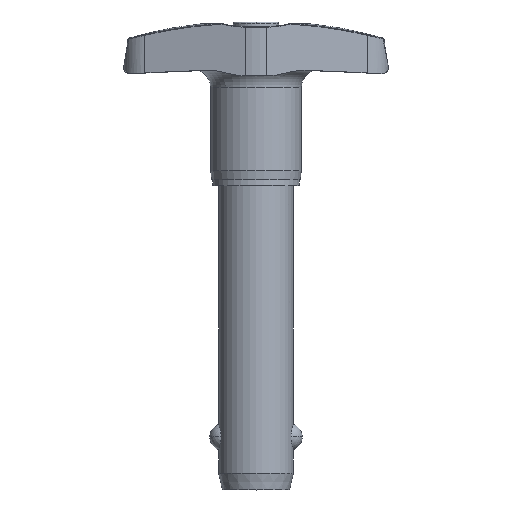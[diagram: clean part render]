
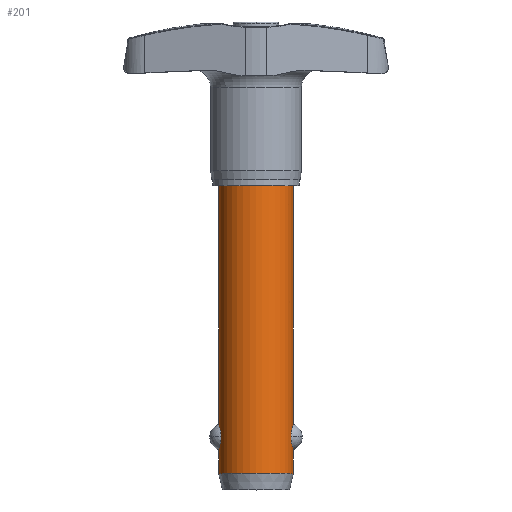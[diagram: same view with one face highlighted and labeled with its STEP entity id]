
A CAD part, top view. The second image highlights one B-rep face of the part: STEP entity #201.
In plain terms, the highlighted cylindrical face has radius 12.5 mm (diameter 25 mm), a partial arc.
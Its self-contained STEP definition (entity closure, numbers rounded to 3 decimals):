
#201=ADVANCED_FACE('',(#454),#455,.T.);
#454=FACE_OUTER_BOUND('',#758,.T.);
#455=CYLINDRICAL_SURFACE('',#759,12.5);
#758=EDGE_LOOP('',(#1364,#1365,#1366,#1367,#1368,#1369,#1370,#1371,#1372,#1373));
#759=AXIS2_PLACEMENT_3D('',#1374,#1375,#1376);
#1364=ORIENTED_EDGE('',*,*,#2078,.T.);
#1365=ORIENTED_EDGE('',*,*,#2101,.T.);
#1366=ORIENTED_EDGE('',*,*,#2094,.T.);
#1367=ORIENTED_EDGE('',*,*,#2085,.T.);
#1368=ORIENTED_EDGE('',*,*,#2107,.F.);
#1369=ORIENTED_EDGE('',*,*,#2083,.T.);
#1370=ORIENTED_EDGE('',*,*,#2097,.T.);
#1371=ORIENTED_EDGE('',*,*,#2099,.T.);
#1372=ORIENTED_EDGE('',*,*,#2080,.T.);
#1373=ORIENTED_EDGE('',*,*,#2105,.T.);
#1374=CARTESIAN_POINT('',(0.0,-48.25,0.0));
#1375=DIRECTION('',(-0.0,1.0,0.0));
#1376=DIRECTION('',(1.0,0.0,0.0));
#2078=EDGE_CURVE('',#2544,#2545,#2546,.T.);
#2080=EDGE_CURVE('',#2549,#2547,#2550,.T.);
#2083=EDGE_CURVE('',#2555,#2553,#2556,.T.);
#2085=EDGE_CURVE('',#2559,#2557,#2560,.T.);
#2094=EDGE_CURVE('',#2571,#2559,#2573,.T.);
#2097=EDGE_CURVE('',#2553,#2575,#2577,.T.);
#2099=EDGE_CURVE('',#2575,#2549,#2579,.T.);
#2101=EDGE_CURVE('',#2545,#2571,#2581,.T.);
#2105=EDGE_CURVE('',#2547,#2544,#2585,.T.);
#2107=EDGE_CURVE('',#2555,#2557,#2587,.T.);
#2544=VERTEX_POINT('',#3608);
#2545=VERTEX_POINT('',#3609);
#2546=LINE('',#3610,#3611);
#2547=VERTEX_POINT('',#3612);
#2549=VERTEX_POINT('',#3614);
#2550=LINE('',#3615,#3616);
#2553=VERTEX_POINT('',#3640);
#2555=VERTEX_POINT('',#3663);
#2556=LINE('',#3664,#3665);
#2557=VERTEX_POINT('',#3666);
#2559=VERTEX_POINT('',#3668);
#2560=LINE('',#3669,#3670);
#2571=VERTEX_POINT('',#3725);
#2573=B_SPLINE_CURVE_WITH_KNOTS('',3,(#3727,#3728,#3729,#3730,#3731,#3732,#3733,#3734,#3735,#3736,#3737,#3738,#3739,#3740,#3741,#3742,#3743,#3744,#3745,#3746,#3747,#3748),.UNSPECIFIED.,.F.,.F.,(4,2,2,2,2,2,2,2,2,2,4),(13.118,13.849,14.579,15.31,16.04,16.722,17.404,17.972,18.541,19.109,19.677),.UNSPECIFIED.);
#2575=VERTEX_POINT('',#3750);
#2577=B_SPLINE_CURVE_WITH_KNOTS('',3,(#3752,#3753,#3754,#3755,#3756,#3757,#3758,#3759,#3760,#3761,#3762,#3763,#3764,#3765,#3766,#3767,#3768,#3769,#3770,#3771,#3772,#3773),.UNSPECIFIED.,.F.,.F.,(4,2,2,2,2,2,2,2,2,2,4),(19.677,20.246,20.814,21.382,21.951,22.633,23.314,24.045,24.775,25.506,26.236),.UNSPECIFIED.);
#2579=B_SPLINE_CURVE_WITH_KNOTS('',3,(#3775,#3776,#3777,#3778,#3779,#3780,#3781,#3782,#3783,#3784,#3785,#3786,#3787,#3788,#3789,#3790,#3791,#3792,#3793,#3794,#3795,#3796),.UNSPECIFIED.,.F.,.F.,(4,2,2,2,2,2,2,2,2,2,4),(0.0,0.73,1.461,2.191,2.922,3.604,4.286,4.854,5.422,5.991,6.559),.UNSPECIFIED.);
#2581=B_SPLINE_CURVE_WITH_KNOTS('',3,(#3798,#3799,#3800,#3801,#3802,#3803,#3804,#3805,#3806,#3807,#3808,#3809,#3810,#3811,#3812,#3813,#3814,#3815,#3816,#3817,#3818,#3819),.UNSPECIFIED.,.F.,.F.,(4,2,2,2,2,2,2,2,2,2,4),(6.559,7.127,7.696,8.264,8.832,9.514,10.196,10.927,11.657,12.388,13.118),.UNSPECIFIED.);
#2585=CIRCLE('',#3823,12.5);
#2587=CIRCLE('',#3825,12.5);
#3608=CARTESIAN_POINT('',(12.5,-96.5,0.0));
#3609=CARTESIAN_POINT('',(12.5,-88.485,0.));
#3610=CARTESIAN_POINT('',(12.5,-48.25,0.));
#3611=VECTOR('',#4519,1.0);
#3612=CARTESIAN_POINT('',(-12.5,-96.5,0.));
#3614=CARTESIAN_POINT('',(-12.5,-88.485,0.));
#3615=CARTESIAN_POINT('',(-12.5,-48.25,0.));
#3616=VECTOR('',#4523,1.0);
#3640=CARTESIAN_POINT('',(-12.5,-80.0,0.));
#3663=CARTESIAN_POINT('',(-12.5,0.,0.));
#3664=CARTESIAN_POINT('',(-12.5,-48.25,0.));
#3665=VECTOR('',#4524,1.0);
#3666=CARTESIAN_POINT('',(12.5,0.0,0.0));
#3668=CARTESIAN_POINT('',(12.5,-80.0,0.));
#3669=CARTESIAN_POINT('',(12.5,-48.25,0.));
#3670=VECTOR('',#4528,1.0);
#3725=CARTESIAN_POINT('',(11.682,-84.243,4.448));
#3727=CARTESIAN_POINT('',(11.682,-84.243,4.448));
#3728=CARTESIAN_POINT('',(11.682,-83.999,4.448));
#3729=CARTESIAN_POINT('',(11.69,-83.747,4.426));
#3730=CARTESIAN_POINT('',(11.724,-83.246,4.336));
#3731=CARTESIAN_POINT('',(11.75,-82.996,4.266));
#3732=CARTESIAN_POINT('',(11.815,-82.515,4.083));
#3733=CARTESIAN_POINT('',(11.854,-82.284,3.968));
#3734=CARTESIAN_POINT('',(11.939,-81.853,3.704));
#3735=CARTESIAN_POINT('',(11.985,-81.654,3.555));
#3736=CARTESIAN_POINT('',(12.072,-81.308,3.247));
#3737=CARTESIAN_POINT('',(12.119,-81.138,3.07));
#3738=CARTESIAN_POINT('',(12.209,-80.833,2.688));
#3739=CARTESIAN_POINT('',(12.252,-80.698,2.483));
#3740=CARTESIAN_POINT('',(12.319,-80.497,2.124));
#3741=CARTESIAN_POINT('',(12.349,-80.412,1.948));
#3742=CARTESIAN_POINT('',(12.401,-80.263,1.578));
#3743=CARTESIAN_POINT('',(12.425,-80.199,1.383));
#3744=CARTESIAN_POINT('',(12.462,-80.098,0.988));
#3745=CARTESIAN_POINT('',(12.477,-80.06,0.786));
#3746=CARTESIAN_POINT('',(12.496,-80.011,0.387));
#3747=CARTESIAN_POINT('',(12.5,-80.0,0.189));
#3748=CARTESIAN_POINT('',(12.5,-80.0,0.));
#3750=CARTESIAN_POINT('',(-11.682,-84.243,4.448));
#3752=CARTESIAN_POINT('',(-12.5,-80.0,0.));
#3753=CARTESIAN_POINT('',(-12.5,-80.0,0.189));
#3754=CARTESIAN_POINT('',(-12.496,-80.011,0.387));
#3755=CARTESIAN_POINT('',(-12.477,-80.06,0.786));
#3756=CARTESIAN_POINT('',(-12.462,-80.098,0.988));
#3757=CARTESIAN_POINT('',(-12.425,-80.199,1.383));
#3758=CARTESIAN_POINT('',(-12.401,-80.263,1.578));
#3759=CARTESIAN_POINT('',(-12.349,-80.412,1.948));
#3760=CARTESIAN_POINT('',(-12.319,-80.497,2.124));
#3761=CARTESIAN_POINT('',(-12.252,-80.698,2.483));
#3762=CARTESIAN_POINT('',(-12.209,-80.833,2.688));
#3763=CARTESIAN_POINT('',(-12.119,-81.138,3.07));
#3764=CARTESIAN_POINT('',(-12.072,-81.308,3.247));
#3765=CARTESIAN_POINT('',(-11.985,-81.654,3.555));
#3766=CARTESIAN_POINT('',(-11.939,-81.853,3.704));
#3767=CARTESIAN_POINT('',(-11.854,-82.284,3.968));
#3768=CARTESIAN_POINT('',(-11.815,-82.515,4.083));
#3769=CARTESIAN_POINT('',(-11.75,-82.996,4.266));
#3770=CARTESIAN_POINT('',(-11.724,-83.246,4.336));
#3771=CARTESIAN_POINT('',(-11.69,-83.747,4.426));
#3772=CARTESIAN_POINT('',(-11.682,-83.999,4.448));
#3773=CARTESIAN_POINT('',(-11.682,-84.243,4.448));
#3775=CARTESIAN_POINT('',(-11.682,-84.243,4.448));
#3776=CARTESIAN_POINT('',(-11.682,-84.486,4.448));
#3777=CARTESIAN_POINT('',(-11.69,-84.738,4.426));
#3778=CARTESIAN_POINT('',(-11.724,-85.24,4.336));
#3779=CARTESIAN_POINT('',(-11.75,-85.49,4.266));
#3780=CARTESIAN_POINT('',(-11.815,-85.97,4.083));
#3781=CARTESIAN_POINT('',(-11.854,-86.202,3.968));
#3782=CARTESIAN_POINT('',(-11.939,-86.632,3.704));
#3783=CARTESIAN_POINT('',(-11.985,-86.832,3.555));
#3784=CARTESIAN_POINT('',(-12.072,-87.177,3.247));
#3785=CARTESIAN_POINT('',(-12.119,-87.347,3.07));
#3786=CARTESIAN_POINT('',(-12.209,-87.652,2.688));
#3787=CARTESIAN_POINT('',(-12.252,-87.788,2.483));
#3788=CARTESIAN_POINT('',(-12.319,-87.989,2.124));
#3789=CARTESIAN_POINT('',(-12.349,-88.074,1.948));
#3790=CARTESIAN_POINT('',(-12.401,-88.222,1.578));
#3791=CARTESIAN_POINT('',(-12.425,-88.286,1.383));
#3792=CARTESIAN_POINT('',(-12.462,-88.387,0.988));
#3793=CARTESIAN_POINT('',(-12.477,-88.425,0.786));
#3794=CARTESIAN_POINT('',(-12.496,-88.474,0.387));
#3795=CARTESIAN_POINT('',(-12.5,-88.485,0.189));
#3796=CARTESIAN_POINT('',(-12.5,-88.485,0.));
#3798=CARTESIAN_POINT('',(12.5,-88.485,0.));
#3799=CARTESIAN_POINT('',(12.5,-88.485,0.189));
#3800=CARTESIAN_POINT('',(12.496,-88.474,0.387));
#3801=CARTESIAN_POINT('',(12.477,-88.425,0.786));
#3802=CARTESIAN_POINT('',(12.462,-88.387,0.988));
#3803=CARTESIAN_POINT('',(12.425,-88.286,1.383));
#3804=CARTESIAN_POINT('',(12.401,-88.222,1.578));
#3805=CARTESIAN_POINT('',(12.349,-88.074,1.948));
#3806=CARTESIAN_POINT('',(12.319,-87.989,2.124));
#3807=CARTESIAN_POINT('',(12.252,-87.788,2.483));
#3808=CARTESIAN_POINT('',(12.209,-87.652,2.688));
#3809=CARTESIAN_POINT('',(12.119,-87.347,3.07));
#3810=CARTESIAN_POINT('',(12.072,-87.177,3.247));
#3811=CARTESIAN_POINT('',(11.985,-86.832,3.555));
#3812=CARTESIAN_POINT('',(11.939,-86.632,3.704));
#3813=CARTESIAN_POINT('',(11.854,-86.202,3.968));
#3814=CARTESIAN_POINT('',(11.815,-85.97,4.083));
#3815=CARTESIAN_POINT('',(11.75,-85.49,4.266));
#3816=CARTESIAN_POINT('',(11.724,-85.24,4.336));
#3817=CARTESIAN_POINT('',(11.69,-84.738,4.426));
#3818=CARTESIAN_POINT('',(11.682,-84.486,4.448));
#3819=CARTESIAN_POINT('',(11.682,-84.243,4.448));
#3823=AXIS2_PLACEMENT_3D('',#4543,#4544,#4545);
#3825=AXIS2_PLACEMENT_3D('',#4546,#4547,#4548);
#4519=DIRECTION('',(0.0,1.0,0.0));
#4523=DIRECTION('',(-0.0,-1.0,-0.0));
#4524=DIRECTION('',(-0.0,-1.0,-0.0));
#4528=DIRECTION('',(0.0,1.0,0.0));
#4543=CARTESIAN_POINT('',(0.0,-96.5,0.0));
#4544=DIRECTION('',(-0.0,1.0,0.0));
#4545=DIRECTION('',(1.0,0.0,0.0));
#4546=CARTESIAN_POINT('',(0.0,0.0,0.0));
#4547=DIRECTION('',(-0.0,1.0,0.));
#4548=DIRECTION('',(1.0,0.0,0.0));
